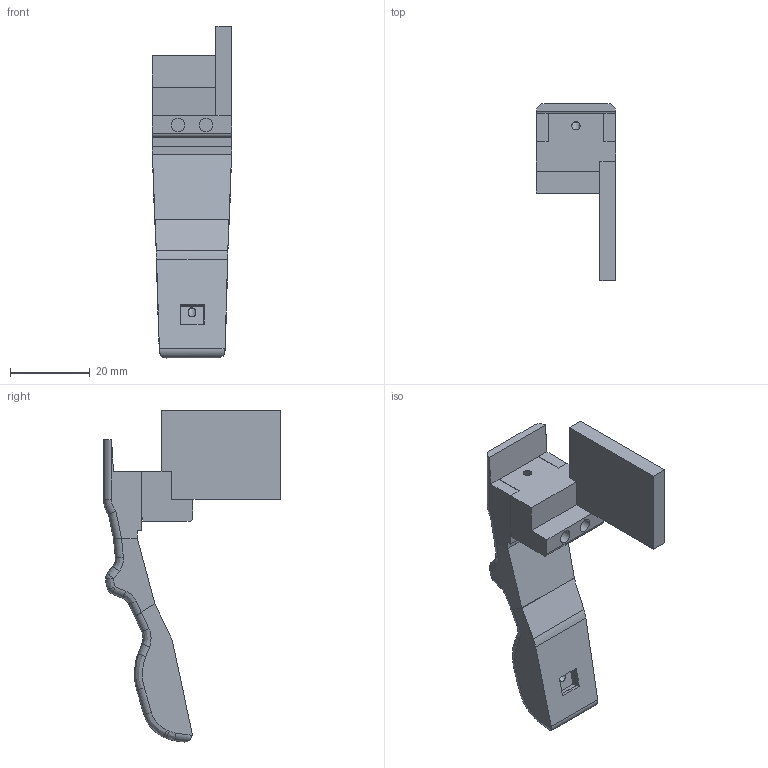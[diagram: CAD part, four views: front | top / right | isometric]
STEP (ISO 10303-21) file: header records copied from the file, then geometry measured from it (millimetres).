
FILE_DESCRIPTION(/* description */ (''),/* implementation_level */ '2;1');
FILE_NAME(/* name */ 'round_finger.stp',/* time_stamp */ '2025-08-16T19:11:05-04:00',/* author */ ('Kenny'),/* organization */ (''),/* preprocessor_version */ 'ST-DEVELOPER v20',/* originating_system */ 'Autodesk Inventor 2025',/* authorisation */ '');
FILE_SCHEMA (('AUTOMOTIVE_DESIGN { 1 0 10303 214 3 1 1 }'));
Length unit declared in the file: millimetre
Products named in the file (7): finger_v2_assm; new_mcp_pip_channel; mcp_pip_soft_parts; pip_dip_soft_parts; pip_dip_hard_parts; dip_tip_soft_upward_cut; dip_tip_hard_upward_cut
Assembly tree (6 placements, depth 2):
  finger_v2_assm
    new_mcp_pip_channel
    mcp_pip_soft_parts
    pip_dip_soft_parts
    pip_dip_hard_parts
    dip_tip_soft_upward_cut
    dip_tip_hard_upward_cut
Bounding box: 20 x 44.5 x 83.52 mm (x, y, z)
Volume: 16166.4 mm3; surface area: 12441.3 mm2
Topology: 6 solids, 6 shells, 434 faces, 1219 edges, 786 vertices
Faces by surface type: plane 271, cylinder 92, bspline 63, torus 4, sphere 4
Full cylindrical faces by diameter (mm): 0.05 x1, 3.4 x2
Entity records: 16717 total; most frequent: CARTESIAN_POINT 5303, ORIENTED_EDGE 2438, DIRECTION 2122, EDGE_CURVE 1219, LINE 836, VECTOR 836, VERTEX_POINT 785, AXIS2_PLACEMENT_3D 643
